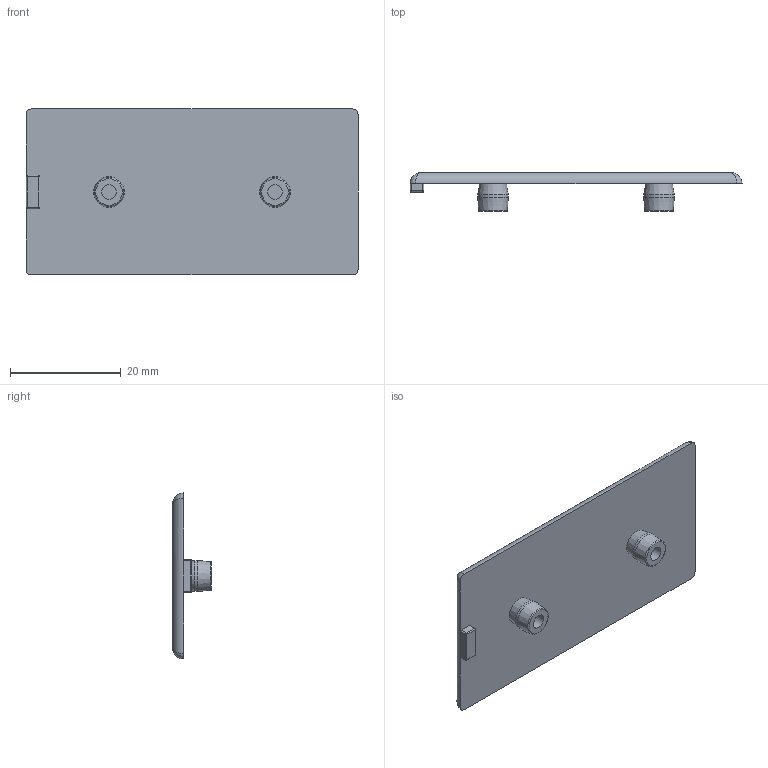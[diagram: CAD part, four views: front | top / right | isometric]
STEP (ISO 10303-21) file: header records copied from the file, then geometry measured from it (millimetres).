
FILE_DESCRIPTION(/* description */ (''),/* implementation_level */ '2;1');
FILE_NAME(/* name */ '223060.stp',/* time_stamp */ '2022-10-05T10:12:24+02:00',/* author */ ('aluteckkpl_am'),/* organization */ (''),/* preprocessor_version */ 'ST-DEVELOPER v18.1',/* originating_system */ 'Autodesk Inventor 2021',/* authorisation */ '');
FILE_SCHEMA (('CONFIG_CONTROL_DESIGN'));
Length unit declared in the file: millimetre
Products named in the file (2): 223060-ZP; 223060
Assembly tree (1 placements, depth 2):
  223060-ZP
    223060
Bounding box: 60 x 7 x 30 mm (x, y, z)
Volume: 3641.4 mm3; surface area: 4076.1 mm2
Topology: 1 solids, 1 shells, 41 faces, 102 edges, 59 vertices
Faces by surface type: cylinder 16, plane 11, cone 4, sphere 4, bspline 4, torus 2
Full cylindrical faces by diameter (mm): 2.6 x2, 5.6 x2
Entity records: 1348 total; most frequent: CARTESIAN_POINT 313, DIRECTION 231, ORIENTED_EDGE 188, AXIS2_PLACEMENT_3D 97, EDGE_CURVE 94, VERTEX_POINT 59, CIRCLE 49, EDGE_LOOP 45
